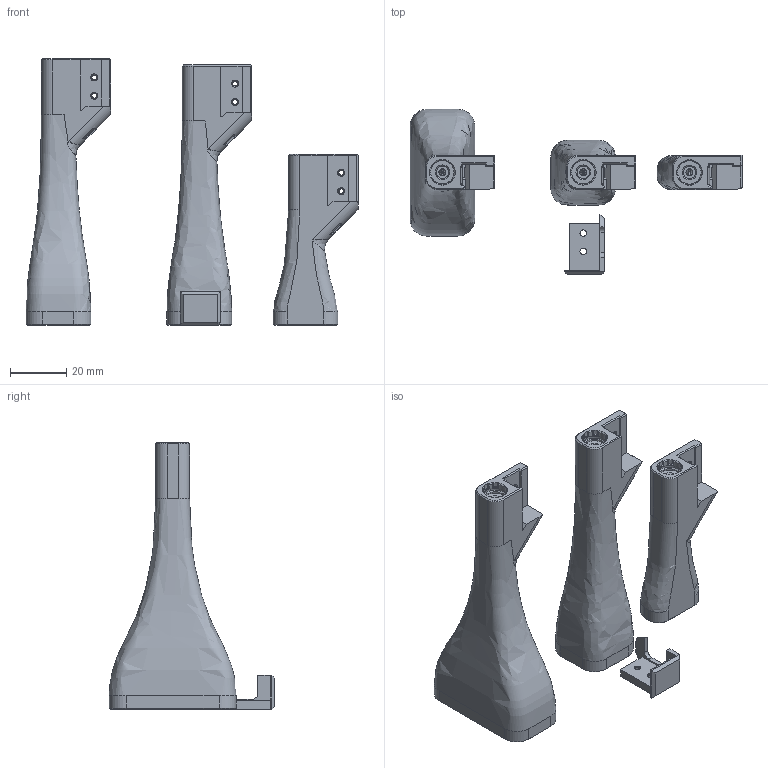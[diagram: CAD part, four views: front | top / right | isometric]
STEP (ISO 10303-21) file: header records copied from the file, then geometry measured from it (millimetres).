
FILE_DESCRIPTION(/* description */ ('STEP AP242 Edition 2','CAx-IF Rec.Pracs.---Representation and Presentation of Product Manufacturing Information (PMI)---4.0---2014-10-13','CAx-IF Rec.Pracs.---3D Tessellated Geometry---0.4---2014-09-14','2;1','CAx-IF Rec.Pracs.---User Defined Attributes---1.5---2016-08-15'),/* implementation_level */ '2;1');
FILE_NAME(/* name */ '693fcf65fdc272afda94210f',/* time_stamp */ '2025-12-15T09:05:44Z',/* author */ (''),/* organization */ (''),/* preprocessor_version */ 'ST-DEVELOPER v20',/* originating_system */ 'ONSHAPE BY PTC INC, 1.208',/* authorisation */ ' ');
FILE_SCHEMA (('AP242_MANAGED_MODEL_BASED_3D_ENGINEERING_MIM_LF { 1 0 10303 442 3 1 4 }'));
Products named in the file (4): Combiner_2-1+sensor; Combiner_4-1+sensor; [a]Combiner_sensor_cap; Combiner_8-1+sensor
Bounding box: 117.87 x 58.72 x 94.64 mm (x, y, z)
Volume: 65692.4 mm3; surface area: 30535.8 mm2
Topology: 4 solids, 4 shells, 1701 faces, 4586 edges, 2855 vertices
Faces by surface type: cylinder 628, plane 611, cone 261, bspline 179, sphere 11, torus 11
Full cylindrical faces by diameter (mm): 1.7 x6, 2.3 x2, 2.5 x2, 4 x2, 4.4 x3, 8.3 x34, 9 x17
Entity records: 60472 total; most frequent: CARTESIAN_POINT 21124, ORIENTED_EDGE 8636, DIRECTION 7552, EDGE_CURVE 4318, AXIS2_PLACEMENT_3D 2945, VERTEX_POINT 2776, EDGE_LOOP 1912, FACE_BOUND 1912
